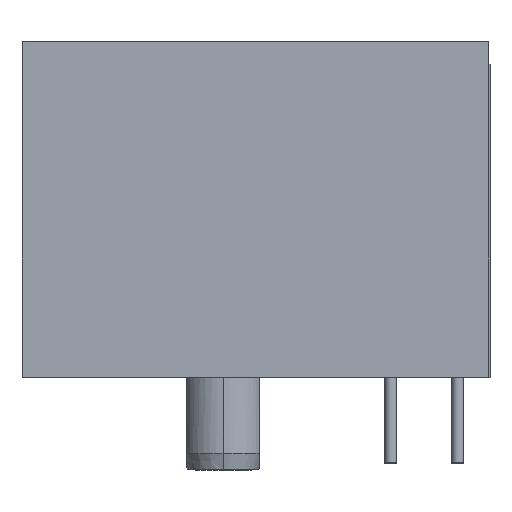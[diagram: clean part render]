
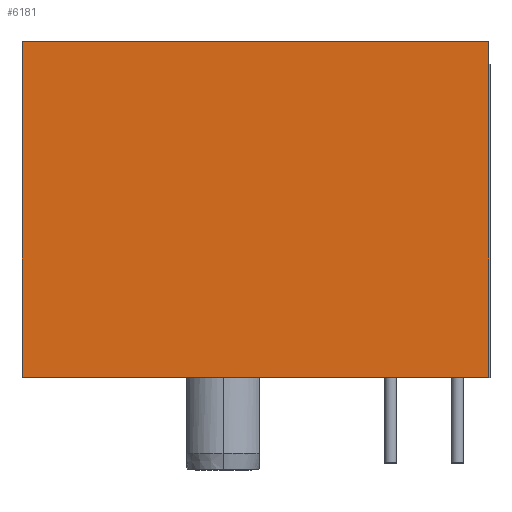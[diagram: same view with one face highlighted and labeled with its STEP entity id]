
A CAD part, top view. The second image highlights one B-rep face of the part: STEP entity #6181.
In plain terms, the highlighted planar face has unit normal (0, 0, 1).
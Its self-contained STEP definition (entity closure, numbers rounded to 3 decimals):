
#55 = VERTEX_POINT ( 'NONE', #4285 ) ;
#499 = CARTESIAN_POINT ( 'NONE',  ( -5.94, 2.24, 7.65 ) ) ;
#525 = CARTESIAN_POINT ( 'NONE',  ( -17.74, -10.46, 7.65 ) ) ;
#706 = PLANE ( 'NONE',  #4397 ) ;
#875 = ORIENTED_EDGE ( 'NONE', *, *, #1206, .T. ) ;
#1206 = EDGE_CURVE ( 'NONE', #4200, #6528, #4909, .T. ) ;
#1987 = CARTESIAN_POINT ( 'NONE',  ( -11.84, 2.24, 7.65 ) ) ;
#2079 = CARTESIAN_POINT ( 'NONE',  ( -17.74, 2.24, 7.65 ) ) ;
#2107 = B_SPLINE_CURVE_WITH_KNOTS ( 'NONE', 3,
 ( #3575, #5576, #4144, #525 ),
 .UNSPECIFIED., .F., .F.,
 ( 4, 4 ),
 ( 0., 1. ),
 .UNSPECIFIED. ) ;
#2215 = CARTESIAN_POINT ( 'NONE',  ( -17.74, -1.993, 7.65 ) ) ;
#2248 = CARTESIAN_POINT ( 'NONE',  ( -17.74, 2.24, 7.65 ) ) ;
#2626 = CARTESIAN_POINT ( 'NONE',  ( -0.04, -1.993, 7.65 ) ) ;
#2713 = CARTESIAN_POINT ( 'NONE',  ( -17.74, -6.227, 7.65 ) ) ;
#2786 = CARTESIAN_POINT ( 'NONE',  ( -0.04, -10.46, 7.65 ) ) ;
#3205 = EDGE_CURVE ( 'NONE', #55, #6528, #4115, .T. ) ;
#3237 = FACE_OUTER_BOUND ( 'NONE', #4174, .T. ) ;
#3544 = CARTESIAN_POINT ( 'NONE',  ( -0.04, -6.227, 7.65 ) ) ;
#3575 = CARTESIAN_POINT ( 'NONE',  ( -0.04, -10.46, 7.65 ) ) ;
#3612 = VERTEX_POINT ( 'NONE', #6413 ) ;
#3682 = EDGE_CURVE ( 'NONE', #3612, #55, #2107, .T. ) ;
#4082 = CARTESIAN_POINT ( 'NONE',  ( -0.04, 2.24, 7.65 ) ) ;
#4115 = B_SPLINE_CURVE_WITH_KNOTS ( 'NONE', 3,
 ( #5355, #2713, #2215, #2248 ),
 .UNSPECIFIED., .F., .F.,
 ( 4, 4 ),
 ( 0., 1. ),
 .UNSPECIFIED. ) ;
#4144 = CARTESIAN_POINT ( 'NONE',  ( -11.84, -10.46, 7.65 ) ) ;
#4174 = EDGE_LOOP ( 'NONE', ( #875, #5888, #4235, #4198 ) ) ;
#4198 = ORIENTED_EDGE ( 'NONE', *, *, #5913, .T. ) ;
#4199 = DIRECTION ( 'NONE',  ( 0., 0., 1. ) ) ;
#4200 = VERTEX_POINT ( 'NONE', #6160 ) ;
#4235 = ORIENTED_EDGE ( 'NONE', *, *, #3682, .F. ) ;
#4285 = CARTESIAN_POINT ( 'NONE',  ( -17.74, -10.46, 7.65 ) ) ;
#4352 = CARTESIAN_POINT ( 'NONE',  ( -17.74, 2.24, 7.65 ) ) ;
#4397 = AXIS2_PLACEMENT_3D ( 'NONE', #2786, #4199, #6202 ) ;
#4909 = B_SPLINE_CURVE_WITH_KNOTS ( 'NONE', 3,
 ( #6011, #499, #1987, #2079 ),
 .UNSPECIFIED., .F., .F.,
 ( 4, 4 ),
 ( 0., 1. ),
 .UNSPECIFIED. ) ;
#5170 = CARTESIAN_POINT ( 'NONE',  ( -0.04, -10.46, 7.65 ) ) ;
#5355 = CARTESIAN_POINT ( 'NONE',  ( -17.74, -10.46, 7.65 ) ) ;
#5576 = CARTESIAN_POINT ( 'NONE',  ( -5.94, -10.46, 7.65 ) ) ;
#5883 = B_SPLINE_CURVE_WITH_KNOTS ( 'NONE', 3,
 ( #5170, #3544, #2626, #4082 ),
 .UNSPECIFIED., .F., .F.,
 ( 4, 4 ),
 ( 0., 1. ),
 .UNSPECIFIED. ) ;
#5888 = ORIENTED_EDGE ( 'NONE', *, *, #3205, .F. ) ;
#5913 = EDGE_CURVE ( 'NONE', #3612, #4200, #5883, .T. ) ;
#6011 = CARTESIAN_POINT ( 'NONE',  ( -0.04, 2.24, 7.65 ) ) ;
#6160 = CARTESIAN_POINT ( 'NONE',  ( -0.04, 2.24, 7.65 ) ) ;
#6181 = ADVANCED_FACE ( 'NONE', ( #3237 ), #706, .T. ) ;
#6202 = DIRECTION ( 'NONE',  ( 0., 1., 0. ) ) ;
#6413 = CARTESIAN_POINT ( 'NONE',  ( -0.04, -10.46, 7.65 ) ) ;
#6528 = VERTEX_POINT ( 'NONE', #4352 ) ;
